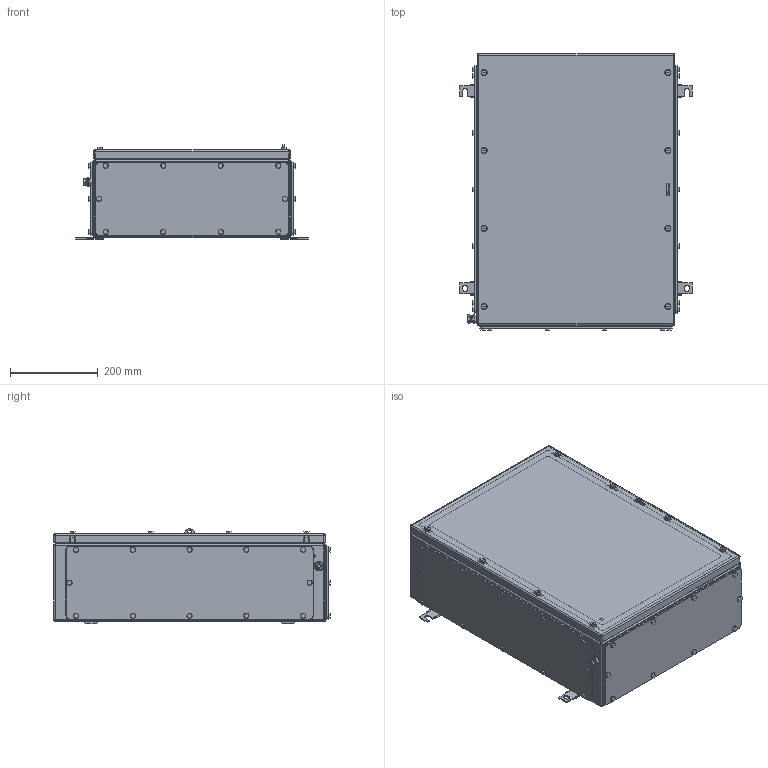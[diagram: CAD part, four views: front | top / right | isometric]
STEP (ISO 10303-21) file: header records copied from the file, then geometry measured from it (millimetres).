
FILE_DESCRIPTION(('CATIA V5 STEP Exchange','CAx-IF Rec.Pracs.--- Model Styling and Organization---1.4--- 2014-01-23'),'2;1');
FILE_NAME ('008577-7_2_1195380000_1195380000.stp','2019-07-19T06:07:52+00:00',('none'),('Weidmueller'),'CATIA Version 5-6 Release 2016 SP3 HF44','CATIA V5 STEP AP214','none');
FILE_SCHEMA(('AUTOMOTIVE_DESIGN { 1 0 10303 214 1 1 1 1 }'));
Products named in the file (1): 1195380000
Bounding box: 531 x 631 x 214.9 mm (x, y, z)
Volume: 2533418.2 mm3; surface area: 2634650.3 mm2
Topology: 122 solids, 122 shells, 3277 faces, 7652 edges, 4650 vertices
Faces by surface type: cylinder 1465, plane 1272, cone 240, torus 148, sphere 112, bspline 40
Entity records: 91508 total; most frequent: CARTESIAN_POINT 21733, ORIENTED_EDGE 14904, DIRECTION 11995, EDGE_CURVE 7452, AXIS2_PLACEMENT_3D 5390, VERTEX_POINT 4650, VECTOR 4100, LINE 4100
